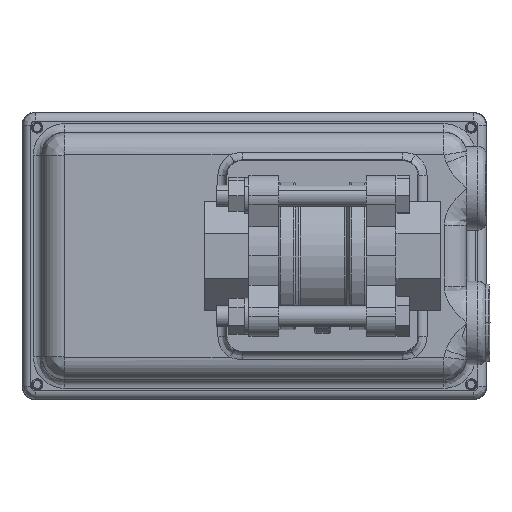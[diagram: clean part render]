
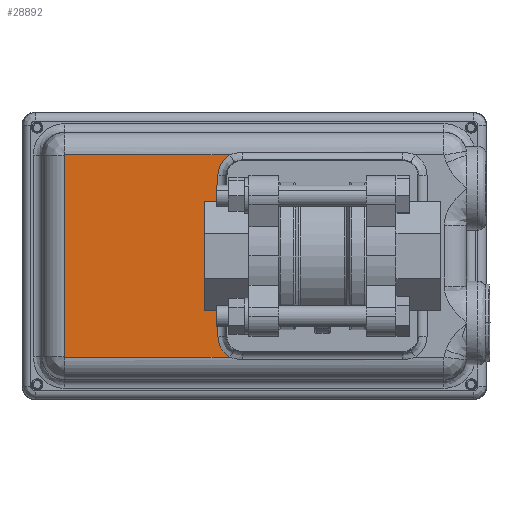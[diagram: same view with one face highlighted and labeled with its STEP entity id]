
A CAD part, front view. The second image highlights one B-rep face of the part: STEP entity #28892.
In plain terms, the highlighted planar face has unit normal (0, -1, 0).
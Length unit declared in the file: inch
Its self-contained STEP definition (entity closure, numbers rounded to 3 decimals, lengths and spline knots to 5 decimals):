
#16 = LINE ( 'NONE', #8986, #1267 ) ;
#796 = EDGE_CURVE ( 'NONE', #27646, #7854, #16, .T. ) ;
#1267 = VECTOR ( 'NONE', #34367, 39.37008 ) ;
#1456 = ORIENTED_EDGE ( 'NONE', *, *, #29436, .F. ) ;
#1525 = CARTESIAN_POINT ( 'NONE',  ( -3.82424, 3.34598, -1.50095 ) ) ;
#1538 = CARTESIAN_POINT ( 'NONE',  ( -1.55062, 3.34598, -1.18718 ) ) ;
#2058 = CARTESIAN_POINT ( 'NONE',  ( -3.82424, 3.34598, 1.50059 ) ) ;
#2992 =( BOUNDED_CURVE ( )  B_SPLINE_CURVE ( 3, ( #22917, #26871, #11189, #38825 ),
 .UNSPECIFIED., .F., .F. ) 
 B_SPLINE_CURVE_WITH_KNOTS ( ( 4, 4 ),
 ( 0., 1. ),
 .UNSPECIFIED. ) 
 CURVE ( )  GEOMETRIC_REPRESENTATION_ITEM ( )  RATIONAL_B_SPLINE_CURVE ( ( 1., 0.912, 0.912, 1. ) ) 
 REPRESENTATION_ITEM ( '' )  );
#3322 = ORIENTED_EDGE ( 'NONE', *, *, #27610, .F. ) ;
#3588 = DIRECTION ( 'NONE',  ( -1., 0., 0. ) ) ;
#3799 = CARTESIAN_POINT ( 'NONE',  ( -1.55062, 3.34598, 1.18682 ) ) ;
#6397 = ORIENTED_EDGE ( 'NONE', *, *, #30453, .F. ) ;
#6874 = VECTOR ( 'NONE', #3588, 39.37008 ) ;
#7854 = VERTEX_POINT ( 'NONE', #1538 ) ;
#8986 = CARTESIAN_POINT ( 'NONE',  ( -1.55062, 3.34598, 1.18682 ) ) ;
#9403 = CARTESIAN_POINT ( 'NONE',  ( -3.82559, 3.34598, -1.49959 ) ) ;
#9485 = LINE ( 'NONE', #16405, #50192 ) ;
#9948 = VERTEX_POINT ( 'NONE', #41048 ) ;
#10702 = DIRECTION ( 'NONE',  ( -1., 0., -0.015 ) ) ;
#11189 = CARTESIAN_POINT ( 'NONE',  ( -1.48493, 3.34598, -1.43406 ) ) ;
#11308 = CARTESIAN_POINT ( 'NONE',  ( 0.00018, 3.34598, -1.50095 ) ) ;
#12059 = CARTESIAN_POINT ( 'NONE',  ( -3.82559, 3.34598, -0.00018 ) ) ;
#14618 = EDGE_LOOP ( 'NONE', ( #1456, #25138, #6397, #21649, #38828, #23985, #3322, #22553 ) ) ;
#16025 = DIRECTION ( 'NONE',  ( 0., 0., 1. ) ) ;
#16405 = CARTESIAN_POINT ( 'NONE',  ( 1.80268, 3.34598, 1.50059 ) ) ;
#17079 = CARTESIAN_POINT ( 'NONE',  ( -3.82559, 3.34598, -1.49768 ) ) ;
#17464 = AXIS2_PLACEMENT_3D ( 'NONE', #30329, #34314, #10702 ) ;
#18744 = VERTEX_POINT ( 'NONE', #47443 ) ;
#19328 = FACE_OUTER_BOUND ( 'NONE', #14618, .T. ) ;
#21617 = VECTOR ( 'NONE', #16025, 39.37008 ) ;
#21649 = ORIENTED_EDGE ( 'NONE', *, *, #31868, .F. ) ;
#22246 = PLANE ( 'NONE',  #17464 ) ;
#22286 =( BOUNDED_CURVE ( )  B_SPLINE_CURVE ( 3, ( #45311, #41203, #2058, #29559 ),
 .UNSPECIFIED., .F., .F. ) 
 B_SPLINE_CURVE_WITH_KNOTS ( ( 4, 4 ),
 ( 0., 1. ),
 .UNSPECIFIED. ) 
 CURVE ( )  GEOMETRIC_REPRESENTATION_ITEM ( )  RATIONAL_B_SPLINE_CURVE ( ( 1., 0.805, 0.805, 1. ) ) 
 REPRESENTATION_ITEM ( '' )  );
#22553 = ORIENTED_EDGE ( 'NONE', *, *, #796, .F. ) ;
#22917 = CARTESIAN_POINT ( 'NONE',  ( -1.55062, 3.34598, -1.18718 ) ) ;
#23970 = VERTEX_POINT ( 'NONE', #41937 ) ;
#23985 = ORIENTED_EDGE ( 'NONE', *, *, #28075, .F. ) ;
#24708 = CARTESIAN_POINT ( 'NONE',  ( -1.55062, 3.34598, 1.18682 ) ) ;
#24771 = CARTESIAN_POINT ( 'NONE',  ( -1.37092, 3.34598, -1.50095 ) ) ;
#25138 = ORIENTED_EDGE ( 'NONE', *, *, #28530, .F. ) ;
#25336 = LINE ( 'NONE', #11308, #6874 ) ;
#26551 = VERTEX_POINT ( 'NONE', #27639 ) ;
#26871 = CARTESIAN_POINT ( 'NONE',  ( -1.55062, 3.34598, -1.31935 ) ) ;
#27610 = EDGE_CURVE ( 'NONE', #7854, #30357, #2992, .T. ) ;
#27639 = CARTESIAN_POINT ( 'NONE',  ( -1.37092, 3.34598, 1.50059 ) ) ;
#27646 = VERTEX_POINT ( 'NONE', #3799 ) ;
#28075 = EDGE_CURVE ( 'NONE', #30357, #9948, #25336, .T. ) ;
#28530 = EDGE_CURVE ( 'NONE', #18744, #26551, #9485, .T. ) ;
#28892 = ADVANCED_FACE ( 'NONE', ( #19328 ), #22246, .F. ) ;
#29019 = CARTESIAN_POINT ( 'NONE',  ( -3.82232, 3.34598, -1.50095 ) ) ;
#29436 = EDGE_CURVE ( 'NONE', #26551, #27646, #29848, .T. ) ;
#29559 = CARTESIAN_POINT ( 'NONE',  ( -3.82232, 3.34598, 1.50059 ) ) ;
#29848 =( BOUNDED_CURVE ( )  B_SPLINE_CURVE ( 3, ( #44378, #40447, #48324, #24708 ),
 .UNSPECIFIED., .F., .F. ) 
 B_SPLINE_CURVE_WITH_KNOTS ( ( 4, 4 ),
 ( 0., 1. ),
 .UNSPECIFIED. ) 
 CURVE ( )  GEOMETRIC_REPRESENTATION_ITEM ( )  RATIONAL_B_SPLINE_CURVE ( ( 1., 0.912, 0.912, 1. ) ) 
 REPRESENTATION_ITEM ( '' )  );
#30329 = CARTESIAN_POINT ( 'NONE',  ( 1.80268, 3.34598, -1.49768 ) ) ;
#30357 = VERTEX_POINT ( 'NONE', #24771 ) ;
#30453 = EDGE_CURVE ( 'NONE', #23970, #18744, #22286, .T. ) ;
#31868 = EDGE_CURVE ( 'NONE', #43263, #23970, #42619, .T. ) ;
#32777 = EDGE_CURVE ( 'NONE', #9948, #43263, #34517, .T. ) ;
#34314 = DIRECTION ( 'NONE',  ( 0., 1., 0. ) ) ;
#34367 = DIRECTION ( 'NONE',  ( 0., 0., -1. ) ) ;
#34517 =( BOUNDED_CURVE ( )  B_SPLINE_CURVE ( 3, ( #29019, #1525, #9403, #37005 ),
 .UNSPECIFIED., .F., .F. ) 
 B_SPLINE_CURVE_WITH_KNOTS ( ( 4, 4 ),
 ( 0., 1. ),
 .UNSPECIFIED. ) 
 CURVE ( )  GEOMETRIC_REPRESENTATION_ITEM ( )  RATIONAL_B_SPLINE_CURVE ( ( 1., 0.805, 0.805, 1. ) ) 
 REPRESENTATION_ITEM ( '' )  );
#36231 = DIRECTION ( 'NONE',  ( 1., 0., 0. ) ) ;
#37005 = CARTESIAN_POINT ( 'NONE',  ( -3.82559, 3.34598, -1.49768 ) ) ;
#38825 = CARTESIAN_POINT ( 'NONE',  ( -1.37092, 3.34598, -1.50095 ) ) ;
#38828 = ORIENTED_EDGE ( 'NONE', *, *, #32777, .F. ) ;
#40447 = CARTESIAN_POINT ( 'NONE',  ( -1.48493, 3.34598, 1.43371 ) ) ;
#41048 = CARTESIAN_POINT ( 'NONE',  ( -3.82232, 3.34598, -1.50095 ) ) ;
#41203 = CARTESIAN_POINT ( 'NONE',  ( -3.82559, 3.34598, 1.49924 ) ) ;
#41937 = CARTESIAN_POINT ( 'NONE',  ( -3.82559, 3.34598, 1.49732 ) ) ;
#42619 = LINE ( 'NONE', #12059, #21617 ) ;
#43263 = VERTEX_POINT ( 'NONE', #17079 ) ;
#44378 = CARTESIAN_POINT ( 'NONE',  ( -1.37092, 3.34598, 1.50059 ) ) ;
#45311 = CARTESIAN_POINT ( 'NONE',  ( -3.82559, 3.34598, 1.49732 ) ) ;
#47443 = CARTESIAN_POINT ( 'NONE',  ( -3.82232, 3.34598, 1.50059 ) ) ;
#48324 = CARTESIAN_POINT ( 'NONE',  ( -1.55062, 3.34598, 1.319 ) ) ;
#50192 = VECTOR ( 'NONE', #36231, 39.37008 ) ;
